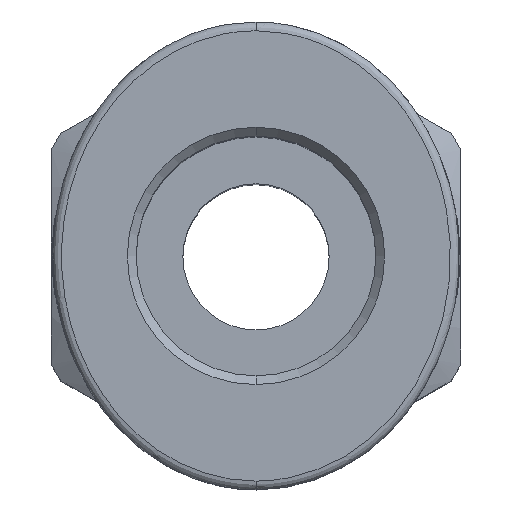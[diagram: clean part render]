
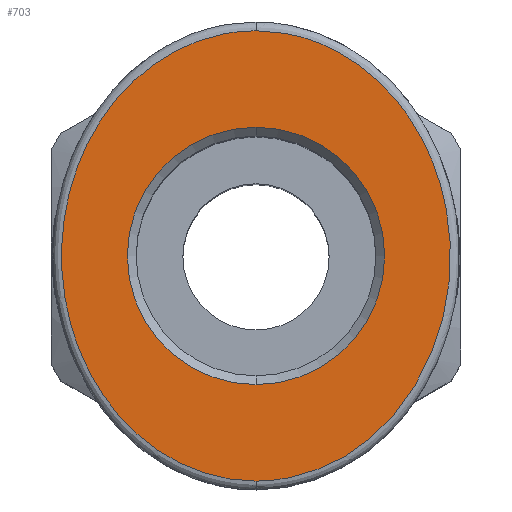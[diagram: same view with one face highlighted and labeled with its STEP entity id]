
A CAD part, top view. The second image highlights one B-rep face of the part: STEP entity #703.
In plain terms, the highlighted planar face has unit normal (0, 0, 1).
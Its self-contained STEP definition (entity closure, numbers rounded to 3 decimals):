
#24 = CARTESIAN_POINT ( 'NONE',  ( 27.026, -1.826, -79.7 ) ) ;
#71 = CARTESIAN_POINT ( 'NONE',  ( 23.641, 4.877, -79.7 ) ) ;
#101 = CARTESIAN_POINT ( 'NONE',  ( 33.781, -0.992, -79.7 ) ) ;
#112 = CARTESIAN_POINT ( 'NONE',  ( 31.892, -7.424, -79.7 ) ) ;
#131 = CARTESIAN_POINT ( 'NONE',  ( 33.781, -2.637, -79.7 ) ) ;
#243 = CARTESIAN_POINT ( 'NONE',  ( 27.031, 5.874, -79.7 ) ) ;
#411 = DIRECTION ( 'NONE',  ( 0., 0., 1. ) ) ;
#441 = EDGE_CURVE ( 'NONE', #1832, #1534, #2437, .T. ) ;
#462 = EDGE_CURVE ( 'NONE', #1534, #1832, #1396, .T. ) ;
#464 = EDGE_LOOP ( 'NONE', ( #499, #1538 ) ) ;
#469 = CARTESIAN_POINT ( 'NONE',  ( 27.026, -9.526, -79.7 ) ) ;
#472 = CARTESIAN_POINT ( 'NONE',  ( 24.42, -9.056, -79.7 ) ) ;
#499 = ORIENTED_EDGE ( 'NONE', *, *, #441, .F. ) ;
#509 = CARTESIAN_POINT ( 'NONE',  ( 29.446, -9.124, -79.7 ) ) ;
#519 = CARTESIAN_POINT ( 'NONE',  ( 27.031, 5.874, -79.7 ) ) ;
#527 = CARTESIAN_POINT ( 'NONE',  ( 30.422, 4.868, -79.7 ) ) ;
#703 = ADVANCED_FACE ( 'NONE', ( #765, #2210 ), #724, .T. ) ;
#721 = CARTESIAN_POINT ( 'NONE',  ( 29.607, 5.347, -79.7 ) ) ;
#724 = PLANE ( 'NONE',  #1240 ) ;
#765 = FACE_OUTER_BOUND ( 'NONE', #1346, .T. ) ;
#785 = DIRECTION ( 'NONE',  ( 0., 1., 0. ) ) ;
#815 = CARTESIAN_POINT ( 'NONE',  ( 27.031, 5.874, -79.7 ) ) ;
#955 = EDGE_CURVE ( 'NONE', #1377, #2326, #2165, .T. ) ;
#987 = CARTESIAN_POINT ( 'NONE',  ( 24.45, 5.35, -79.7 ) ) ;
#1024 = CARTESIAN_POINT ( 'NONE',  ( 21.29, 2.28, -79.7 ) ) ;
#1050 = CARTESIAN_POINT ( 'NONE',  ( 27.026, -6.226, -79.7 ) ) ;
#1069 = CARTESIAN_POINT ( 'NONE',  ( 27.604, 5.874, -79.7 ) ) ;
#1083 = DIRECTION ( 'NONE',  ( 0., 0., 1. ) ) ;
#1178 = CARTESIAN_POINT ( 'NONE',  ( 27.026, -1.826, -79.7 ) ) ;
#1184 = CARTESIAN_POINT ( 'NONE',  ( 20.331, -0.448, -79.7 ) ) ;
#1240 = AXIS2_PLACEMENT_3D ( 'NONE', #2422, #1083, #2226 ) ;
#1285 = CARTESIAN_POINT ( 'NONE',  ( 28.24, -9.526, -79.7 ) ) ;
#1295 = CARTESIAN_POINT ( 'NONE',  ( 27.026, 2.574, -79.7 ) ) ;
#1346 = EDGE_LOOP ( 'NONE', ( #1527, #2204 ) ) ;
#1377 = VERTEX_POINT ( 'NONE', #243 ) ;
#1396 = CIRCLE ( 'NONE', #2370, 4.4 ) ;
#1404 = CARTESIAN_POINT ( 'NONE',  ( 21.929, -7.16, -79.7 ) ) ;
#1413 = CARTESIAN_POINT ( 'NONE',  ( 25.884, 5.788, -79.7 ) ) ;
#1527 = ORIENTED_EDGE ( 'NONE', *, *, #2012, .F. ) ;
#1534 = VERTEX_POINT ( 'NONE', #1050 ) ;
#1538 = ORIENTED_EDGE ( 'NONE', *, *, #462, .F. ) ;
#1652 = CARTESIAN_POINT ( 'NONE',  ( 32.903, -5.84, -79.7 ) ) ;
#1757 = DIRECTION ( 'NONE',  ( 0., 1., 0. ) ) ;
#1787 = CARTESIAN_POINT ( 'NONE',  ( 20.232, -2.134, -79.7 ) ) ;
#1804 = B_SPLINE_CURVE_WITH_KNOTS ( 'NONE', 3,
 ( #1986, #2170, #472, #1404, #1963, #1787, #1184, #1024, #2185, #71, #987, #1413, #1992, #815 ),
 .UNSPECIFIED., .F., .F.,
 ( 4, 2, 2, 2, 2, 2, 4 ),
 ( 0., 0.547, 1.305, 1.982, 2.518, 2.902, 3.142 ),
 .UNSPECIFIED. ) ;
#1832 = VERTEX_POINT ( 'NONE', #1295 ) ;
#1847 = CARTESIAN_POINT ( 'NONE',  ( 32.96, 1.955, -79.7 ) ) ;
#1867 = CARTESIAN_POINT ( 'NONE',  ( 28.184, 5.785, -79.7 ) ) ;
#1935 = DIRECTION ( 'NONE',  ( 0., 0., 1. ) ) ;
#1963 = CARTESIAN_POINT ( 'NONE',  ( 20.972, -5.5, -79.7 ) ) ;
#1986 = CARTESIAN_POINT ( 'NONE',  ( 27.026, -9.526, -79.7 ) ) ;
#1992 = CARTESIAN_POINT ( 'NONE',  ( 26.457, 5.874, -79.7 ) ) ;
#2012 = EDGE_CURVE ( 'NONE', #2326, #1377, #1804, .T. ) ;
#2103 = AXIS2_PLACEMENT_3D ( 'NONE', #1178, #1935, #785 ) ;
#2165 = B_SPLINE_CURVE_WITH_KNOTS ( 'NONE', 3,
 ( #519, #1069, #1867, #721, #527, #2222, #1847, #101, #131, #1652, #112, #509, #1285, #2258 ),
 .UNSPECIFIED., .F., .F.,
 ( 4, 2, 2, 2, 2, 2, 4 ),
 ( 3.142, 3.382, 3.765, 4.379, 5.039, 5.773, 6.283 ),
 .UNSPECIFIED. ) ;
#2170 = CARTESIAN_POINT ( 'NONE',  ( 25.723, -9.526, -79.7 ) ) ;
#2185 = CARTESIAN_POINT ( 'NONE',  ( 21.997, 3.402, -79.7 ) ) ;
#2204 = ORIENTED_EDGE ( 'NONE', *, *, #955, .F. ) ;
#2210 = FACE_BOUND ( 'NONE', #464, .T. ) ;
#2222 = CARTESIAN_POINT ( 'NONE',  ( 32.191, 3.278, -79.7 ) ) ;
#2226 = DIRECTION ( 'NONE',  ( 1., 0., 0. ) ) ;
#2258 = CARTESIAN_POINT ( 'NONE',  ( 27.026, -9.526, -79.7 ) ) ;
#2326 = VERTEX_POINT ( 'NONE', #469 ) ;
#2370 = AXIS2_PLACEMENT_3D ( 'NONE', #24, #411, #1757 ) ;
#2422 = CARTESIAN_POINT ( 'NONE',  ( 27.026, -9.826, -79.7 ) ) ;
#2437 = CIRCLE ( 'NONE', #2103, 4.4 ) ;
